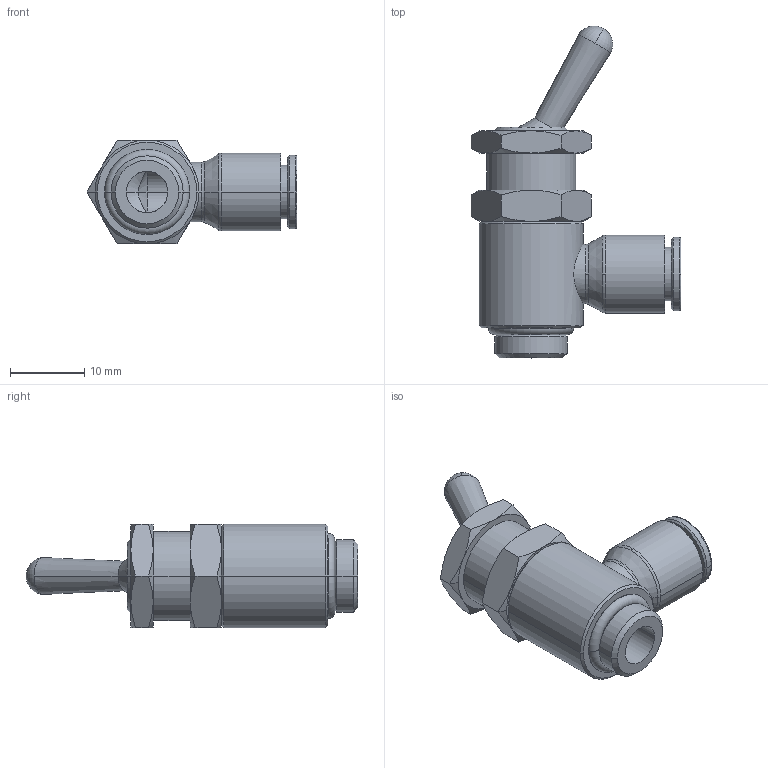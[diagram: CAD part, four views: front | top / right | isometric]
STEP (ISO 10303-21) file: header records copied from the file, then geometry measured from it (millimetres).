
FILE_DESCRIPTION(('STEP AP214'),'1');
FILE_NAME('7801_06_10.stp','2016-07-07T14:58:58',('TraceParts'),('TraceParts S.A.'),'Spatial InterOp 3D',' ',' ');
FILE_SCHEMA(('automotive_design'));
Length unit declared in the file: millimetre
Products named in the file (2): 1; 2
Bounding box: 28.28 x 44.73 x 14 mm (x, y, z)
Volume: 4842.2 mm3; surface area: 3252.5 mm2
Topology: 2 solids, 3 shells, 125 faces, 278 edges, 167 vertices
Faces by surface type: cone 62, plane 27, cylinder 24, torus 12
Entity records: 3738 total; most frequent: CARTESIAN_POINT 971, DIRECTION 624, ORIENTED_EDGE 556, EDGE_CURVE 278, AXIS2_PLACEMENT_3D 276, VERTEX_POINT 167, CIRCLE 143, EDGE_LOOP 139
